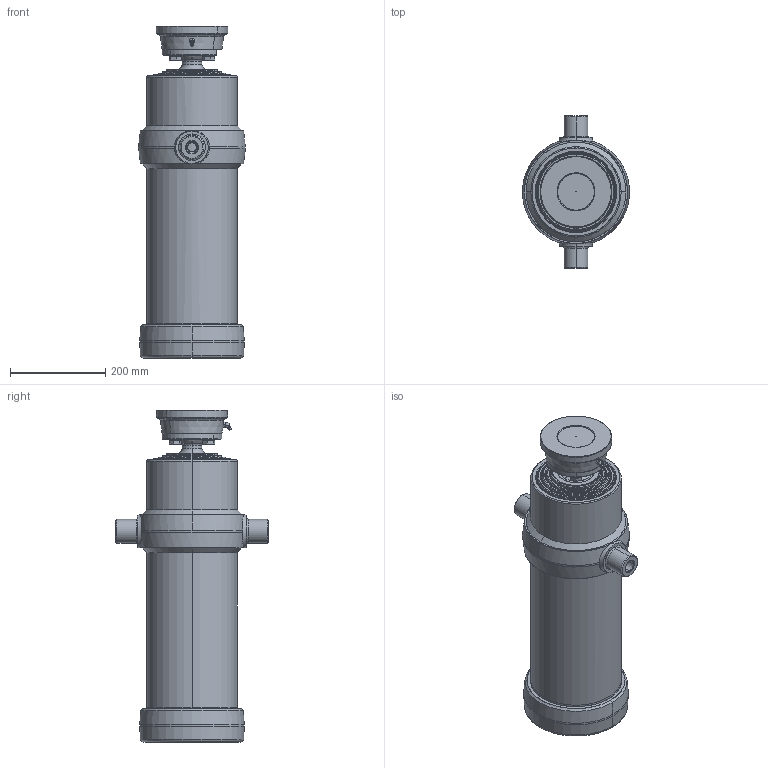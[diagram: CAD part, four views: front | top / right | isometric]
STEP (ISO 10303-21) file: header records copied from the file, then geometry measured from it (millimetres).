
FILE_DESCRIPTION(/* description */ ('Comment '),/* implementation_level */ '2;1');
FILE_NAME(/* name */ '4048S.stp',/* time_stamp */ '2022-04-25T11:26:52+02:00',/* author */ ('eefh'),/* organization */ ('Title'),/* preprocessor_version */ 'ST-DEVELOPER v16.5',/* originating_system */ 'Autodesk Inventor 2017',/* authorisation */ '');
FILE_SCHEMA (('AUTOMOTIVE_DESIGN { 1 0 10303 214 3 1 1 }'));
Length unit declared in the file: millimetre
Products named in the file (24): 4048S; DEFAULT_4; DEFAULT; DEFAULT_1; DEFAULT_2; DEFAULT_3; DEFAULT_1_1; DEFAULT_4_1; DEFAULT_5; DEFAULT_6; DEFAULT_7; DEFAULT_8; DEFAULT_8_1; DEFAULT_9; DEFAULT_2_1; DEFAULT_10; DEFAULT_11; DEFAULT_12; DEFAULT_3_1; DEFAULT_13; DEFAULT_14; DEFAULT_15; DEFAULT_16; DEFAULT_17
Assembly tree (29 placements, depth 5):
  4048S
    DEFAULT_4
      DEFAULT
      DEFAULT_1
      DEFAULT_2
      DEFAULT_3
      DEFAULT_1_1
        DEFAULT_4_1
        DEFAULT_5
        DEFAULT_6  x4
        DEFAULT_7  x4
        DEFAULT_8
          DEFAULT_8_1
          DEFAULT_9
      DEFAULT_2_1
        DEFAULT_10
        DEFAULT_11
        DEFAULT_12
      DEFAULT_3_1
        DEFAULT_13
        DEFAULT_14
        DEFAULT_15
        DEFAULT_16
        DEFAULT_17
Bounding box: 225 x 320 x 698 mm (x, y, z)
Surface area: 3016133.6 mm2 (no closed solid volume)
Topology: 0 solids, 731 shells, 731 faces, 3206 edges, 3198 vertices
Faces by surface type: cylinder 238, plane 180, cone 153, torus 132, sphere 21, bspline 7
Entity records: 53961 total; most frequent: CARTESIAN_POINT 30669, DIRECTION 4568, VERTEX_POINT 2742, EDGE_CURVE 2742, ORIENTED_EDGE 2742, AXIS2_PLACEMENT_3D 1848, CIRCLE 1177, LINE 872
